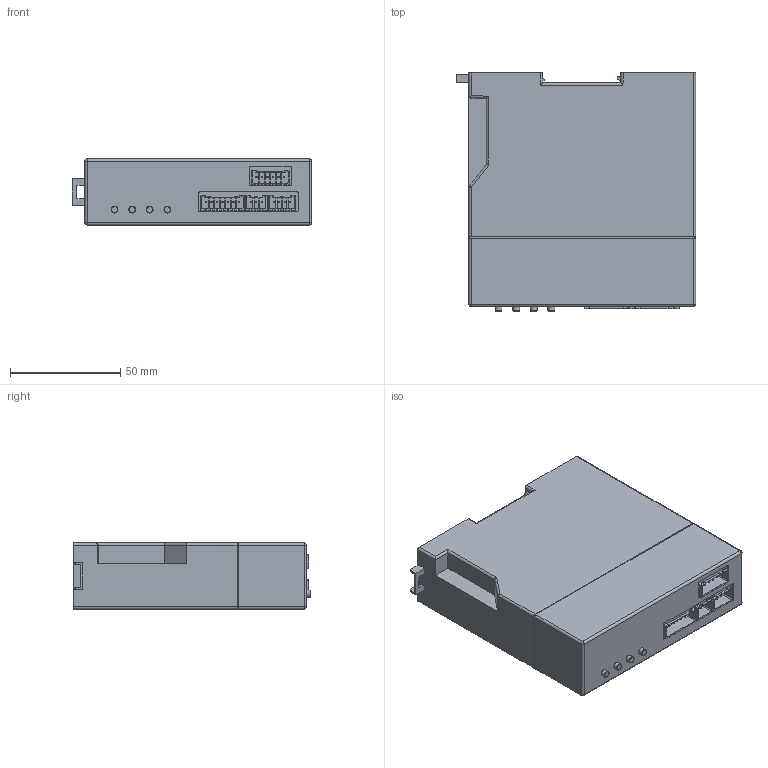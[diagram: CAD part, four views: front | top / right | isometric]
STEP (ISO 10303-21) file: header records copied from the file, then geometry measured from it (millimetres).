
FILE_DESCRIPTION( ( 'STEP AP214' ), '1' );
FILE_NAME( 'MPD200F.step', '2019-07-12T04:30:02', ( ' ' ), ( ' ' ), 'XStep 1.0', ' ', ' ' );
FILE_SCHEMA( ( 'automotive_design' ) );
Length unit declared in the file: millimetre
Products named in the file (1): 1
Bounding box: 108.65 x 108.1 x 30 mm (x, y, z)
Volume: 315678.6 mm3; surface area: 36567.1 mm2
Topology: 1 solids, 1 shells, 473 faces, 1264 edges, 824 vertices
Faces by surface type: plane 341, cylinder 104, torus 24, sphere 4
Full cylindrical faces by diameter (mm): 0.6 x20, 3.1 x4
Entity records: 18114 total; most frequent: CARTESIAN_POINT 2510, ORIENTED_EDGE 2424, DIRECTION 2380, EDGE_CURVE 1212, LINE 992, VECTOR 992, VERTEX_POINT 824, AXIS2_PLACEMENT_3D 694
